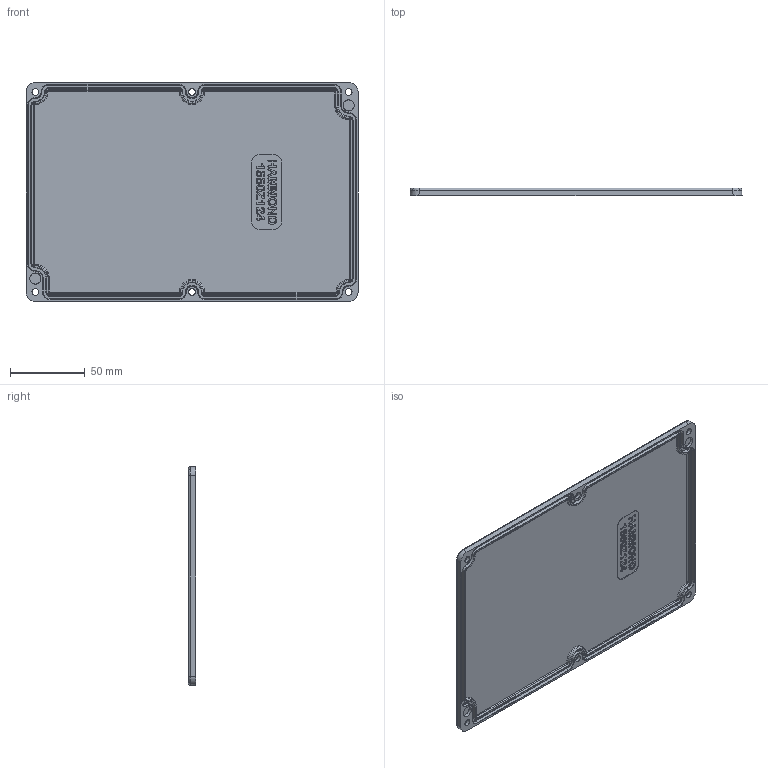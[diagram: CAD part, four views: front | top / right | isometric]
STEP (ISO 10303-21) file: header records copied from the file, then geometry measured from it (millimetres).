
FILE_DESCRIPTION(('FreeCAD Model'),'2;1');
FILE_NAME('Open CASCADE Shape Model','2026-01-27T16:10:42',('Author'),( ''),'Open CASCADE STEP processor 7.7','FreeCAD','Unknown');
FILE_SCHEMA(('AUTOMOTIVE_DESIGN { 1 0 10303 214 1 1 1 1 }'));
Length unit declared in the file: millimetre
Products named in the file (1): 1550Z124 LID
Bounding box: 222.5 x 5 x 146.5 mm (x, y, z)
Volume: 85546.4 mm3; surface area: 73743.6 mm2
Topology: 1 solids, 1 shells, 632 faces, 1588 edges, 984 vertices
Faces by surface type: bspline 169, plane 168, cylinder 116, torus 101, cone 78
Entity records: 27513 total; most frequent: CARTESIAN_POINT 13116, ORIENTED_EDGE 3176, DIRECTION 2713, EDGE_CURVE 1588, VERTEX_POINT 984, AXIS2_PLACEMENT_3D 975, LINE 763, VECTOR 763
